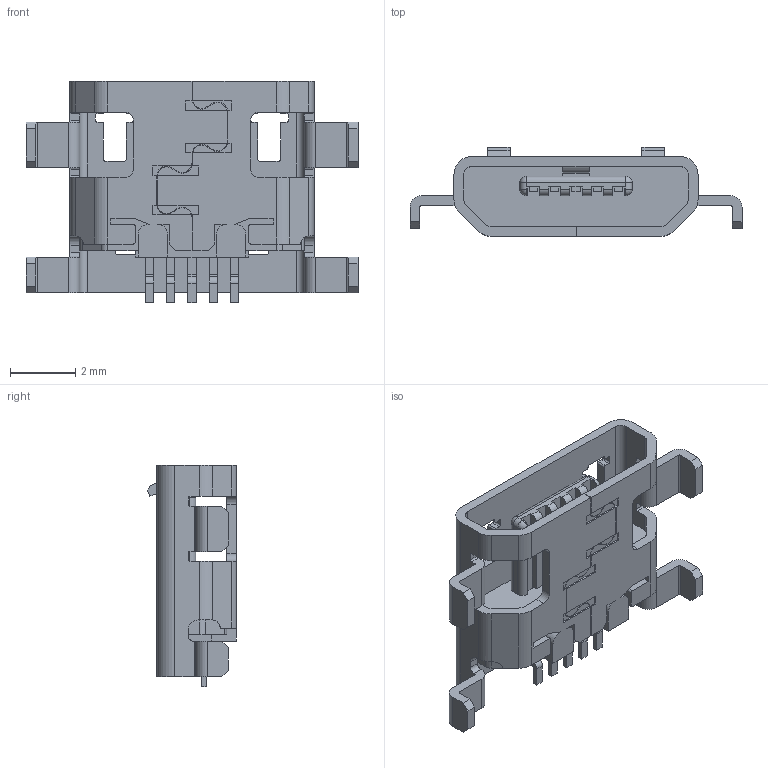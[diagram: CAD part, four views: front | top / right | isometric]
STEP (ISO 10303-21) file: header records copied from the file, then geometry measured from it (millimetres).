
FILE_DESCRIPTION(('STEP AP242'),'1');
FILE_NAME('476421001.stp','2024-09-25T10:14:12',('TraceParts'),('TraceParts S.A.'),'Spatial InterOp 3D',' ',' ');
FILE_SCHEMA(('AP242_MANAGED_MODEL_BASED_3D_ENGINEERING_MIM_LF {1 0 10303 442 1 1 4}'));
Length unit declared in the file: millimetre
Products named in the file (1): 476421001_1
Bounding box: 10.2 x 2.73 x 6.8 mm (x, y, z)
Volume: 55.1 mm3; surface area: 276.4 mm2
Topology: 1 solids, 1 shells, 482 faces, 1464 edges, 1036 vertices
Faces by surface type: plane 319, cylinder 159, sphere 4
Entity records: 16392 total; most frequent: CARTESIAN_POINT 2916, ORIENTED_EDGE 2824, DIRECTION 2772, EDGE_CURVE 1412, LINE 1112, VECTOR 1112, VERTEX_POINT 932, AXIS2_PLACEMENT_3D 830
